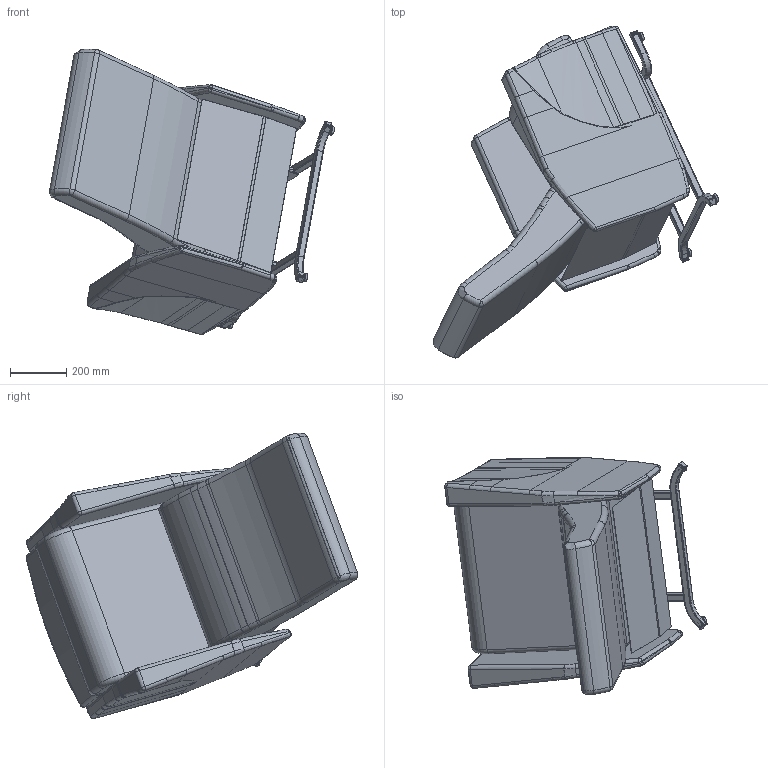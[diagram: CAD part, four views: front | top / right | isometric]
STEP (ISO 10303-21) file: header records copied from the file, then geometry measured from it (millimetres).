
FILE_DESCRIPTION(/* description */ (''),/* implementation_level */ '2;1');
FILE_NAME(/* name */ 'K8P14.stp',/* time_stamp */ '2018-06-12T08:19:40-04:00',/* author */ ('emehringer'),/* organization */ (''),/* preprocessor_version */ 'ST-DEVELOPER v16.13',/* originating_system */ 'Autodesk Inventor 2018',/* authorisation */ '');
FILE_SCHEMA (('AUTOMOTIVE_DESIGN { 1 0 10303 214 3 1 1 }'));
Products named in the file (8): K8P14; K9004 ARMS; K9004 SF; K9004 ARMS_MIR; K9004-70; LIFT BASE 10; E3010 UBACK FLAP; UBACK L1304
Assembly tree (7 placements, depth 2):
  K8P14
    K9004 ARMS
    K9004 SF
    K9004 ARMS_MIR
    K9004-70
    LIFT BASE 10
    E3010 UBACK FLAP
    UBACK L1304
Bounding box: 1009.92 x 1175.71 x 1010.46 mm (x, y, z)
Volume: 154845900.4 mm3; surface area: 5346572.2 mm2
Topology: 12 solids, 59 shells, 3888 faces, 10201 edges, 6514 vertices
Faces by surface type: plane 1481, cylinder 1151, bspline 720, cone 288, torus 196, sphere 52
Full cylindrical faces by diameter (mm): 5.08 x12, 6.528 x8, 7.137 x4, 7.925 x2, 7.937 x4, 9.561 x2, 9.804 x2, 9.906 x8, 10.033 x2, 10.109 x12, 10.871 x12, 12.395 x12, 12.649 x12, 12.7 x12, 13.462 x14, 13.579 x12, 15.875 x12, 18.288 x4, 22.225 x12, 22.479 x12, 24.181 x4, 25.4 x14
Entity records: 274354 total; most frequent: CARTESIAN_POINT 181938, ORIENTED_EDGE 19464, DIRECTION 17933, EDGE_CURVE 9732, AXIS2_PLACEMENT_3D 7174, VERTEX_POINT 6415, EDGE_LOOP 4615, FACE_OUTER_BOUND 3888
